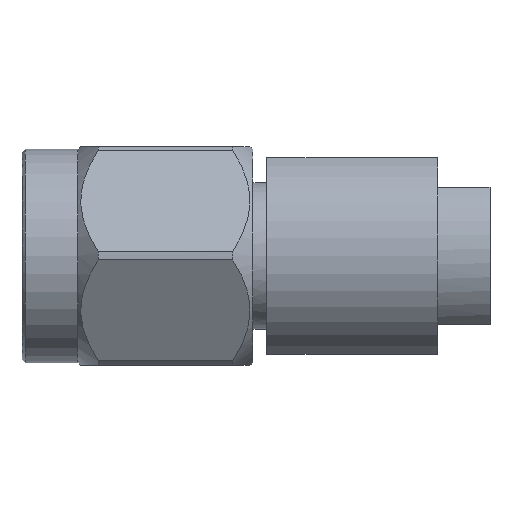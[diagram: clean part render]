
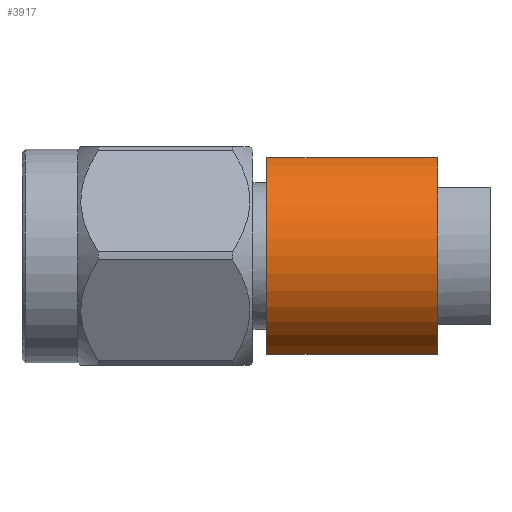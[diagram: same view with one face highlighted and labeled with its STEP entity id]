
A CAD part, top view. The second image highlights one B-rep face of the part: STEP entity #3917.
In plain terms, the highlighted cylindrical face has radius 3.881 mm (diameter 7.762 mm), a partial arc.
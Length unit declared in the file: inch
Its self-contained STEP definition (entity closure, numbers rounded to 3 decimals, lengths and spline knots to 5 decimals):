
#43 = CARTESIAN_POINT ( 'NONE',  ( 1.62017, -0.14062, 0.05976 ) ) ;
#288 = CARTESIAN_POINT ( 'NONE',  ( 0.35, 0., 0. ) ) ;
#300 = EDGE_CURVE ( 'NONE', #1361, #769, #877, .T. ) ;
#347 = DIRECTION ( 'NONE',  ( 0., 0., 1. ) ) ;
#359 = AXIS2_PLACEMENT_3D ( 'NONE', #380, #3639, #2045 ) ;
#380 = CARTESIAN_POINT ( 'NONE',  ( 0.594, 0., 0. ) ) ;
#424 = VERTEX_POINT ( 'NONE', #3240 ) ;
#533 = EDGE_CURVE ( 'NONE', #2164, #1361, #3612, .T. ) ;
#573 = LINE ( 'NONE', #3616, #1484 ) ;
#621 = CARTESIAN_POINT ( 'NONE',  ( 1.62017, 0., 0. ) ) ;
#769 = VERTEX_POINT ( 'NONE', #836 ) ;
#836 = CARTESIAN_POINT ( 'NONE',  ( 0.35, -0.14063, 0.05976 ) ) ;
#877 = LINE ( 'NONE', #43, #2057 ) ;
#883 = ORIENTED_EDGE ( 'NONE', *, *, #3879, .T. ) ;
#948 = DIRECTION ( 'NONE',  ( 1., 0., 0. ) ) ;
#1004 = DIRECTION ( 'NONE',  ( -1., 0., 0. ) ) ;
#1025 = CARTESIAN_POINT ( 'NONE',  ( 0.594, 0.14063, 0.05976 ) ) ;
#1133 = ORIENTED_EDGE ( 'NONE', *, *, #533, .F. ) ;
#1311 = EDGE_LOOP ( 'NONE', ( #3745, #883, #1882, #1133 ) ) ;
#1361 = VERTEX_POINT ( 'NONE', #2028 ) ;
#1484 = VECTOR ( 'NONE', #4231, 39.37008 ) ;
#1655 = FACE_OUTER_BOUND ( 'NONE', #1311, .T. ) ;
#1882 = ORIENTED_EDGE ( 'NONE', *, *, #300, .F. ) ;
#2028 = CARTESIAN_POINT ( 'NONE',  ( 0.594, -0.14063, 0.05976 ) ) ;
#2045 = DIRECTION ( 'NONE',  ( 0., 0., -1. ) ) ;
#2052 = AXIS2_PLACEMENT_3D ( 'NONE', #288, #948, #2931 ) ;
#2057 = VECTOR ( 'NONE', #1004, 39.37008 ) ;
#2147 = CIRCLE ( 'NONE', #2052, 0.15279 ) ;
#2164 = VERTEX_POINT ( 'NONE', #1025 ) ;
#2279 = AXIS2_PLACEMENT_3D ( 'NONE', #621, #2306, #347 ) ;
#2298 = EDGE_CURVE ( 'NONE', #424, #2164, #573, .T. ) ;
#2306 = DIRECTION ( 'NONE',  ( -1., 0., 0. ) ) ;
#2931 = DIRECTION ( 'NONE',  ( 0., 0., -1. ) ) ;
#2940 = CYLINDRICAL_SURFACE ( 'NONE', #2279, 0.15279 ) ;
#3240 = CARTESIAN_POINT ( 'NONE',  ( 0.35, 0.14063, 0.05976 ) ) ;
#3612 = CIRCLE ( 'NONE', #359, 0.15279 ) ;
#3616 = CARTESIAN_POINT ( 'NONE',  ( 1.62017, 0.14062, 0.05976 ) ) ;
#3639 = DIRECTION ( 'NONE',  ( 1., 0., 0. ) ) ;
#3745 = ORIENTED_EDGE ( 'NONE', *, *, #2298, .F. ) ;
#3879 = EDGE_CURVE ( 'NONE', #424, #769, #2147, .T. ) ;
#3917 = ADVANCED_FACE ( 'NONE', ( #1655 ), #2940, .T. ) ;
#4231 = DIRECTION ( 'NONE',  ( 1., 0., 0. ) ) ;
